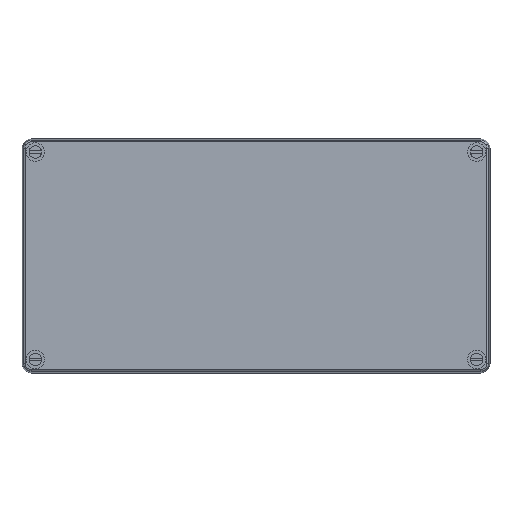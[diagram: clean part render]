
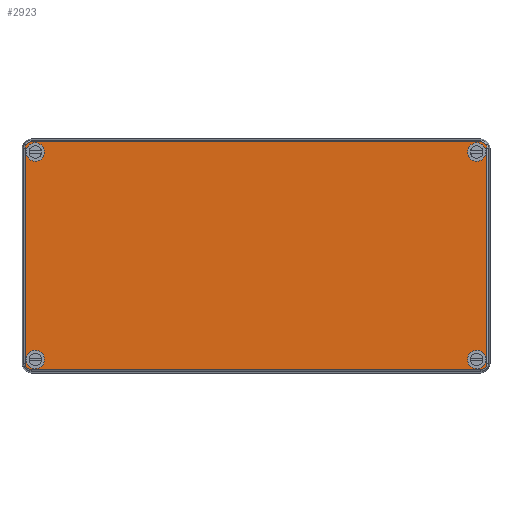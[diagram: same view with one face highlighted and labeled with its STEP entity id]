
A CAD part, top view. The second image highlights one B-rep face of the part: STEP entity #2923.
In plain terms, the highlighted planar face has unit normal (0, 0, 1).
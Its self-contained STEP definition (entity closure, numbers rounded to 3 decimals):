
#2923 = ADVANCED_FACE( '', ( #6700, #6701, #6702, #6703, #6704 ), #6705, .T. );
#6700 = FACE_BOUND( '', #11410, .T. );
#6701 = FACE_BOUND( '', #11411, .T. );
#6702 = FACE_BOUND( '', #11412, .T. );
#6703 = FACE_BOUND( '', #11413, .T. );
#6704 = FACE_OUTER_BOUND( '', #11414, .T. );
#6705 = PLANE( '', #11415 );
#11410 = EDGE_LOOP( '', ( #19782 ) );
#11411 = EDGE_LOOP( '', ( #19783 ) );
#11412 = EDGE_LOOP( '', ( #19784 ) );
#11413 = EDGE_LOOP( '', ( #19785 ) );
#11414 = EDGE_LOOP( '', ( #19786, #19787, #19788, #19789, #19790, #19791, #19792, #19793 ) );
#11415 = AXIS2_PLACEMENT_3D( '', #19794, #19795, #19796 );
#19782 = ORIENTED_EDGE( '', *, *, #29367, .F. );
#19783 = ORIENTED_EDGE( '', *, *, #29551, .F. );
#19784 = ORIENTED_EDGE( '', *, *, #28828, .F. );
#19785 = ORIENTED_EDGE( '', *, *, #29552, .F. );
#19786 = ORIENTED_EDGE( '', *, *, #29553, .T. );
#19787 = ORIENTED_EDGE( '', *, *, #29554, .F. );
#19788 = ORIENTED_EDGE( '', *, *, #29555, .F. );
#19789 = ORIENTED_EDGE( '', *, *, #29556, .T. );
#19790 = ORIENTED_EDGE( '', *, *, #28292, .F. );
#19791 = ORIENTED_EDGE( '', *, *, #29501, .T. );
#19792 = ORIENTED_EDGE( '', *, *, #29557, .T. );
#19793 = ORIENTED_EDGE( '', *, *, #29558, .F. );
#19794 = CARTESIAN_POINT( '', ( 0., 0., 38. ) );
#19795 = DIRECTION( '', ( 0., 0., 1. ) );
#19796 = DIRECTION( '', ( 1., 0., 0. ) );
#28292 = EDGE_CURVE( '', #34456, #34459, #34460, .T. );
#28828 = EDGE_CURVE( '', #35291, #35291, #35292, .T. );
#29367 = EDGE_CURVE( '', #36088, #36088, #36089, .T. );
#29501 = EDGE_CURVE( '', #34456, #36276, #36278, .T. );
#29551 = EDGE_CURVE( '', #36351, #36351, #36352, .T. );
#29552 = EDGE_CURVE( '', #36353, #36353, #36354, .T. );
#29553 = EDGE_CURVE( '', #36355, #36356, #36357, .T. );
#29554 = EDGE_CURVE( '', #36358, #36356, #36359, .T. );
#29555 = EDGE_CURVE( '', #36360, #36358, #36361, .F. );
#29556 = EDGE_CURVE( '', #36360, #34459, #36362, .T. );
#29557 = EDGE_CURVE( '', #36276, #36363, #36364, .F. );
#29558 = EDGE_CURVE( '', #36355, #36363, #36365, .T. );
#34456 = VERTEX_POINT( '', #42802 );
#34459 = VERTEX_POINT( '', #42805 );
#34460 = LINE( '', #42806, #42807 );
#35291 = VERTEX_POINT( '', #43964 );
#35292 = CIRCLE( '', #43965, 5.9 );
#36088 = VERTEX_POINT( '', #45092 );
#36089 = CIRCLE( '', #45093, 5.9 );
#36276 = VERTEX_POINT( '', #45328 );
#36278 = CIRCLE( '', #45330, 4.031 );
#36351 = VERTEX_POINT( '', #45437 );
#36352 = CIRCLE( '', #45438, 5.9 );
#36353 = VERTEX_POINT( '', #45439 );
#36354 = CIRCLE( '', #45440, 5.9 );
#36355 = VERTEX_POINT( '', #45441 );
#36356 = VERTEX_POINT( '', #45442 );
#36357 = LINE( '', #45443, #45444 );
#36358 = VERTEX_POINT( '', #45445 );
#36359 = CIRCLE( '', #45446, 4.031 );
#36360 = VERTEX_POINT( '', #45447 );
#36361 = LINE( '', #45448, #45449 );
#36362 = CIRCLE( '', #45450, 4.031 );
#36363 = VERTEX_POINT( '', #45451 );
#36364 = LINE( '', #45452, #45453 );
#36365 = CIRCLE( '', #45454, 4.031 );
#42802 = CARTESIAN_POINT( '', ( 144., -73.031, 38. ) );
#42805 = CARTESIAN_POINT( '', ( -144., -73.031, 38. ) );
#42806 = CARTESIAN_POINT( '', ( 150., -73.031, 38. ) );
#42807 = VECTOR( '', #50663, 1000. );
#43964 = CARTESIAN_POINT( '', ( -135.6, 66.5, 38. ) );
#43965 = AXIS2_PLACEMENT_3D( '', #51296, #51297, #51298 );
#45092 = CARTESIAN_POINT( '', ( -135.6, -66.5, 38. ) );
#45093 = AXIS2_PLACEMENT_3D( '', #51924, #51925, #51926 );
#45328 = CARTESIAN_POINT( '', ( 148.031, -69., 38. ) );
#45330 = AXIS2_PLACEMENT_3D( '', #52107, #52108, #52109 );
#45437 = CARTESIAN_POINT( '', ( 147.4, -66.5, 38. ) );
#45438 = AXIS2_PLACEMENT_3D( '', #52159, #52160, #52161 );
#45439 = CARTESIAN_POINT( '', ( 147.4, 66.5, 38. ) );
#45440 = AXIS2_PLACEMENT_3D( '', #52162, #52163, #52164 );
#45441 = CARTESIAN_POINT( '', ( 144., 73.031, 38. ) );
#45442 = CARTESIAN_POINT( '', ( -144., 73.031, 38. ) );
#45443 = CARTESIAN_POINT( '', ( 150., 73.031, 38. ) );
#45444 = VECTOR( '', #52165, 1000. );
#45445 = CARTESIAN_POINT( '', ( -148.031, 69., 38. ) );
#45446 = AXIS2_PLACEMENT_3D( '', #52166, #52167, #52168 );
#45447 = CARTESIAN_POINT( '', ( -148.031, -69., 38. ) );
#45448 = CARTESIAN_POINT( '', ( -148.031, 75., 38. ) );
#45449 = VECTOR( '', #52169, 1000. );
#45450 = AXIS2_PLACEMENT_3D( '', #52170, #52171, #52172 );
#45451 = CARTESIAN_POINT( '', ( 148.031, 69., 38. ) );
#45452 = CARTESIAN_POINT( '', ( 148.031, 75., 38. ) );
#45453 = VECTOR( '', #52173, 1000. );
#45454 = AXIS2_PLACEMENT_3D( '', #52174, #52175, #52176 );
#50663 = DIRECTION( '', ( -1., 0., 0. ) );
#51296 = CARTESIAN_POINT( '', ( -141.5, 66.5, 38. ) );
#51297 = DIRECTION( '', ( 0., 0., 1. ) );
#51298 = DIRECTION( '', ( 1., 0., 0. ) );
#51924 = CARTESIAN_POINT( '', ( -141.5, -66.5, 38. ) );
#51925 = DIRECTION( '', ( 0., 0., 1. ) );
#51926 = DIRECTION( '', ( 1., 0., 0. ) );
#52107 = CARTESIAN_POINT( '', ( 144., -69., 38. ) );
#52108 = DIRECTION( '', ( 0., 0., 1. ) );
#52109 = DIRECTION( '', ( 1., 0., 0. ) );
#52159 = CARTESIAN_POINT( '', ( 141.5, -66.5, 38. ) );
#52160 = DIRECTION( '', ( 0., 0., 1. ) );
#52161 = DIRECTION( '', ( 1., 0., 0. ) );
#52162 = CARTESIAN_POINT( '', ( 141.5, 66.5, 38. ) );
#52163 = DIRECTION( '', ( 0., 0., 1. ) );
#52164 = DIRECTION( '', ( 1., 0., 0. ) );
#52165 = DIRECTION( '', ( -1., 0., 0. ) );
#52166 = CARTESIAN_POINT( '', ( -144., 69., 38. ) );
#52167 = DIRECTION( '', ( 0., 0., -1. ) );
#52168 = DIRECTION( '', ( -1., 0., 0. ) );
#52169 = DIRECTION( '', ( 0., -1., 0. ) );
#52170 = CARTESIAN_POINT( '', ( -144., -69., 38. ) );
#52171 = DIRECTION( '', ( 0., 0., 1. ) );
#52172 = DIRECTION( '', ( 1., 0., 0. ) );
#52173 = DIRECTION( '', ( 0., -1., 0. ) );
#52174 = CARTESIAN_POINT( '', ( 144., 69., 38. ) );
#52175 = DIRECTION( '', ( 0., 0., -1. ) );
#52176 = DIRECTION( '', ( -1., 0., 0. ) );
